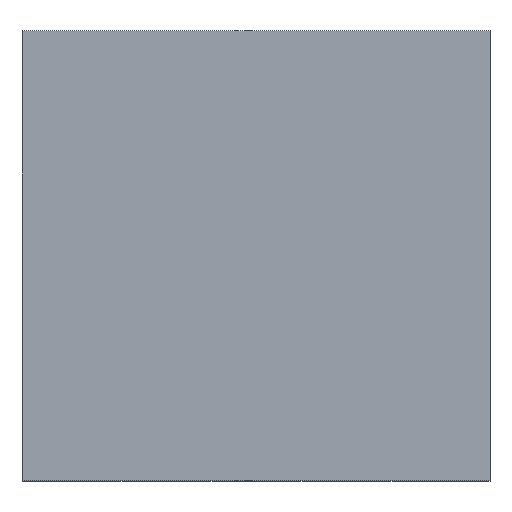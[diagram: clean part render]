
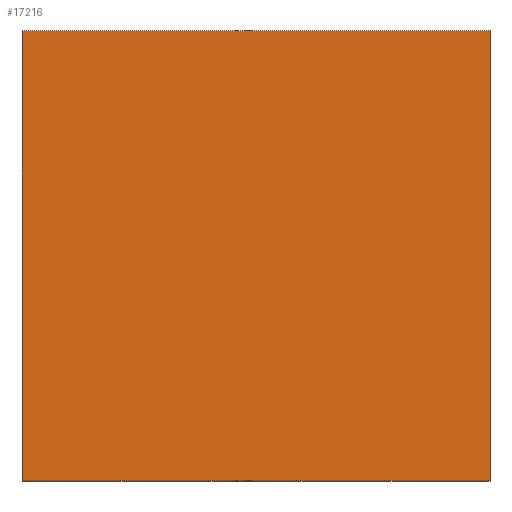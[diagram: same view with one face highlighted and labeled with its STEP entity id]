
A CAD part, top view. The second image highlights one B-rep face of the part: STEP entity #17216.
In plain terms, the highlighted face is planar.
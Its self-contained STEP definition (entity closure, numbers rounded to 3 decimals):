
#13474=DIRECTION('',(1.,0.,0.));
#13475=VECTOR('',#13474,2.6);
#13476=CARTESIAN_POINT('',(-1.3,2.,1.25));
#13477=LINE('',#13476,#13475);
#13481=DIRECTION('',(0.,0.,1.));
#13482=VECTOR('',#13481,2.5);
#13483=CARTESIAN_POINT('',(-1.3,2.,-1.25));
#13484=LINE('',#13483,#13482);
#13488=DIRECTION('',(-1.,0.,0.));
#13489=VECTOR('',#13488,2.6);
#13490=CARTESIAN_POINT('',(1.3,2.,-1.25));
#13491=LINE('',#13490,#13489);
#13495=DIRECTION('',(0.,0.,-1.));
#13496=VECTOR('',#13495,2.5);
#13497=CARTESIAN_POINT('',(1.3,2.,1.25));
#13498=LINE('',#13497,#13496);
#14762=CARTESIAN_POINT('',(-1.3,2.,1.25));
#14763=CARTESIAN_POINT('',(1.3,2.,1.25));
#14764=VERTEX_POINT('',#14762);
#14765=VERTEX_POINT('',#14763);
#14766=CARTESIAN_POINT('',(1.3,2.,-1.25));
#14767=VERTEX_POINT('',#14766);
#14768=CARTESIAN_POINT('',(-1.3,2.,-1.25));
#14769=VERTEX_POINT('',#14768);
#17203=CARTESIAN_POINT('',(0.,2.,0.));
#17204=DIRECTION('',(0.,1.,0.));
#17205=DIRECTION('',(1.,0.,0.));
#17206=AXIS2_PLACEMENT_3D('',#17203,#17204,#17205);
#17207=PLANE('',#17206);
#17209=ORIENTED_EDGE('',*,*,#17208,.F.);
#17210=ORIENTED_EDGE('',*,*,#17054,.F.);
#17211=ORIENTED_EDGE('',*,*,#16267,.F.);
#17213=ORIENTED_EDGE('',*,*,#17212,.F.);
#17214=EDGE_LOOP('',(#17209,#17210,#17211,#17213));
#17215=FACE_OUTER_BOUND('',#17214,.F.);
#17216=ADVANCED_FACE('',(#17215),#17207,.T.);
#16267=EDGE_CURVE('',#14767,#14769,#13491,.T.);
#17054=EDGE_CURVE('',#14769,#14764,#13484,.T.);
#17208=EDGE_CURVE('',#14764,#14765,#13477,.T.);
#17212=EDGE_CURVE('',#14765,#14767,#13498,.T.);
